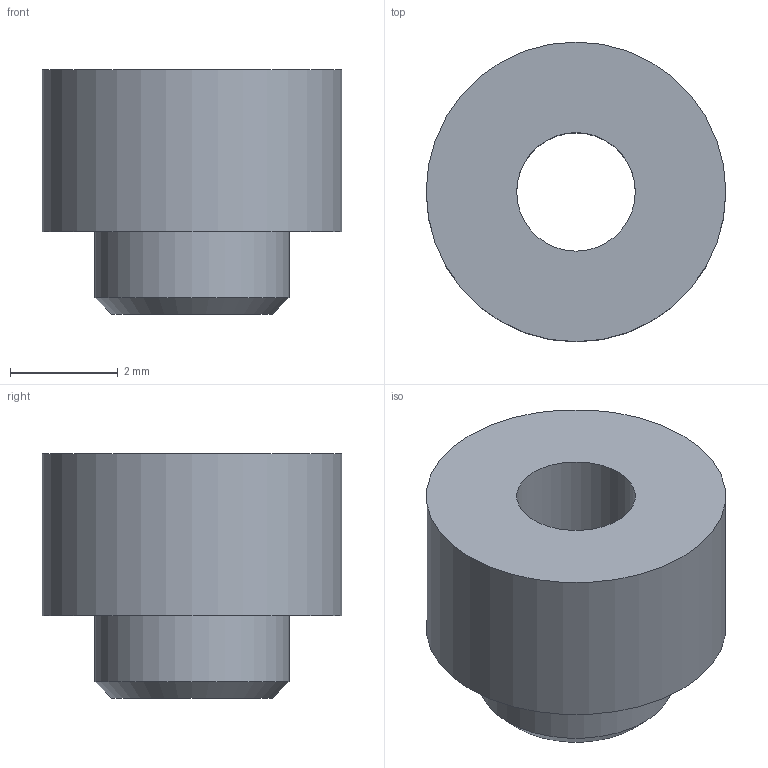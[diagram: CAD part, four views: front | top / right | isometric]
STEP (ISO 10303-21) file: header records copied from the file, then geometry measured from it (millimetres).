
FILE_DESCRIPTION(('FreeCAD Model'),'2;1');
FILE_NAME('Open CASCADE Shape Model','2023-12-09T18:44:36',('Author'),( ''),'Open CASCADE STEP processor 7.6','FreeCAD','Unknown');
FILE_SCHEMA(('AUTOMOTIVE_DESIGN { 1 0 10303 214 1 1 1 1 }'));
Length unit declared in the file: millimetre
Products named in the file (1): Chamfer
Bounding box: 5.56 x 5.56 x 4.53 mm (x, y, z)
Volume: 70.7 mm3; surface area: 139.9 mm2
Topology: 1 solids, 1 shells, 7 faces, 11 edges, 7 vertices
Faces by surface type: cylinder 3, plane 3, cone 1
Full cylindrical faces by diameter (mm): 2.2 x1, 3.6 x1, 5.56 x1
Entity records: 190 total; most frequent: DIRECTION 34, CARTESIAN_POINT 26, ORIENTED_EDGE 22, AXIS2_PLACEMENT_3D 15, EDGE_CURVE 11, FACE_BOUND 10, EDGE_LOOP 10, ADVANCED_FACE 7
